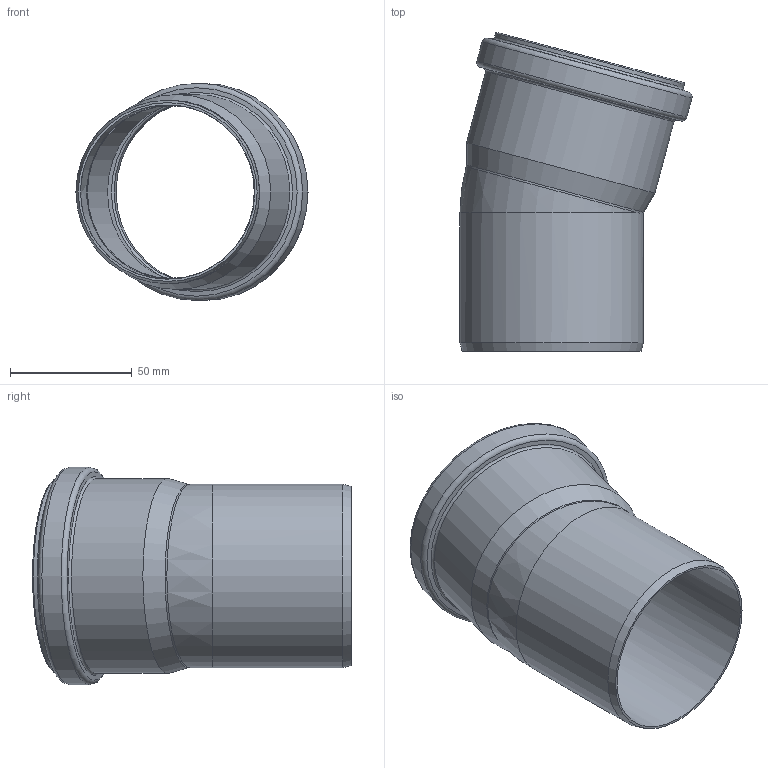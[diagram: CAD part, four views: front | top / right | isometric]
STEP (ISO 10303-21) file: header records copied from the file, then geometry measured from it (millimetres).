
FILE_DESCRIPTION(/* description */ (''),/* implementation_level */ '2;1');
FILE_NAME(/* name */ '173100 HTsafeB DN_OD 75_15°.stp',/* time_stamp */ '2017-03-13T09:22:23+01:00',/* author */ ('user1'),/* organization */ (''),/* preprocessor_version */ 'ST-DEVELOPER v16.1',/* originating_system */ 'Autodesk Inventor 2016',/* authorisation */ '');
FILE_SCHEMA (('AUTOMOTIVE_DESIGN { 1 0 10303 214 3 1 1 }'));
Length unit declared in the file: millimetre
Products named in the file (1): 173100 HTsafeB DN_OD 75_15°
Bounding box: 95.26 x 130.89 x 89.2 mm (x, y, z)
Volume: 59760.4 mm3; surface area: 62851.3 mm2
Topology: 1 solids, 1 shells, 34 faces, 72 edges, 38 vertices
Faces by surface type: cylinder 11, torus 10, cone 7, plane 4, bspline 2
Full cylindrical faces by diameter (mm): 71.61 x2, 75.3 x2, 76 x1, 76.3 x2, 80 x1, 80.3 x1, 85.2 x1, 89.2 x1
Entity records: 768 total; most frequent: CARTESIAN_POINT 157, DIRECTION 138, ORIENTED_EDGE 72, AXIS2_PLACEMENT_3D 69, EDGE_LOOP 66, EDGE_CURVE 36, FACE_OUTER_BOUND 34, CIRCLE 34
